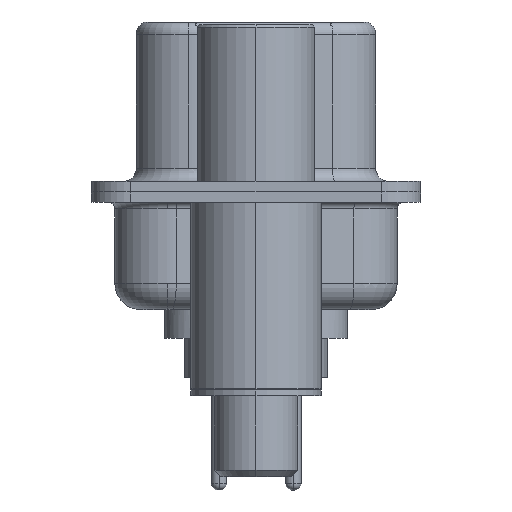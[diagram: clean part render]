
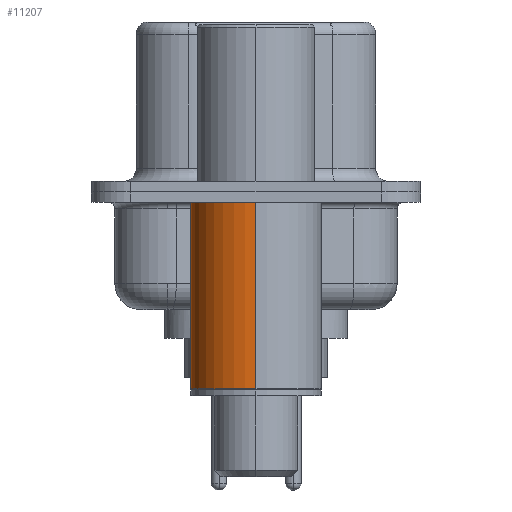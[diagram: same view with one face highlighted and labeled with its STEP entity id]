
A CAD part, left-side view. The second image highlights one B-rep face of the part: STEP entity #11207.
In plain terms, the highlighted cylindrical face has radius 2.5 mm (diameter 5 mm), a partial arc.
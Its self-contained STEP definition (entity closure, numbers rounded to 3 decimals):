
#515 = CARTESIAN_POINT ( 'NONE',  ( -2.5, 0., 0.581 ) ) ;
#1888 = DIRECTION ( 'NONE',  ( 1., 0., 0. ) ) ;
#3553 = DIRECTION ( 'NONE',  ( 0., 0., 1. ) ) ;
#3718 = ORIENTED_EDGE ( 'NONE', *, *, #22904, .F. ) ;
#3823 = FACE_OUTER_BOUND ( 'NONE', #23557, .T. ) ;
#3841 = VERTEX_POINT ( 'NONE', #16809 ) ;
#4872 = LINE ( 'NONE', #11860, #24352 ) ;
#4946 = VERTEX_POINT ( 'NONE', #6320 ) ;
#6186 = CIRCLE ( 'NONE', #20396, 2.5 ) ;
#6320 = CARTESIAN_POINT ( 'NONE',  ( -2.5, 0., -7.525 ) ) ;
#6853 = EDGE_CURVE ( 'NONE', #21229, #3841, #4872, .T. ) ;
#7678 = AXIS2_PLACEMENT_3D ( 'NONE', #23632, #21770, #10405 ) ;
#8937 = ORIENTED_EDGE ( 'NONE', *, *, #6853, .F. ) ;
#9536 = VECTOR ( 'NONE', #17543, 1000. ) ;
#10405 = DIRECTION ( 'NONE',  ( 1., 0., 0. ) ) ;
#11000 = LINE ( 'NONE', #515, #9536 ) ;
#11207 = ADVANCED_FACE ( 'NONE', ( #3823 ), #18329, .T. ) ;
#11351 = VERTEX_POINT ( 'NONE', #16185 ) ;
#11672 = EDGE_CURVE ( 'NONE', #21229, #4946, #20679, .T. ) ;
#11765 = CARTESIAN_POINT ( 'NONE',  ( 2.5, 0., -7.525 ) ) ;
#11860 = CARTESIAN_POINT ( 'NONE',  ( 2.5, 0., 0.581 ) ) ;
#13155 = ORIENTED_EDGE ( 'NONE', *, *, #17427, .T. ) ;
#13315 = DIRECTION ( 'NONE',  ( 0., 0., 1. ) ) ;
#14982 = CARTESIAN_POINT ( 'NONE',  ( 0., 0., -0.4 ) ) ;
#16185 = CARTESIAN_POINT ( 'NONE',  ( -2.5, 0., -0.4 ) ) ;
#16809 = CARTESIAN_POINT ( 'NONE',  ( 2.5, 0., -0.4 ) ) ;
#16834 = DIRECTION ( 'NONE',  ( 1., 0., 0. ) ) ;
#17427 = EDGE_CURVE ( 'NONE', #4946, #11351, #11000, .T. ) ;
#17543 = DIRECTION ( 'NONE',  ( 0., 0., 1. ) ) ;
#18329 = CYLINDRICAL_SURFACE ( 'NONE', #7678, 2.5 ) ;
#20396 = AXIS2_PLACEMENT_3D ( 'NONE', #14982, #3553, #16834 ) ;
#20679 = CIRCLE ( 'NONE', #23630, 2.5 ) ;
#21229 = VERTEX_POINT ( 'NONE', #11765 ) ;
#21770 = DIRECTION ( 'NONE',  ( 0., 0., 1. ) ) ;
#21944 = ORIENTED_EDGE ( 'NONE', *, *, #11672, .T. ) ;
#22904 = EDGE_CURVE ( 'NONE', #3841, #11351, #6186, .T. ) ;
#23049 = DIRECTION ( 'NONE',  ( 0., 0., 1. ) ) ;
#23557 = EDGE_LOOP ( 'NONE', ( #21944, #13155, #3718, #8937 ) ) ;
#23630 = AXIS2_PLACEMENT_3D ( 'NONE', #24488, #13315, #1888 ) ;
#23632 = CARTESIAN_POINT ( 'NONE',  ( 0., 0., 0.581 ) ) ;
#24352 = VECTOR ( 'NONE', #23049, 1000. ) ;
#24488 = CARTESIAN_POINT ( 'NONE',  ( 0., 0., -7.525 ) ) ;
